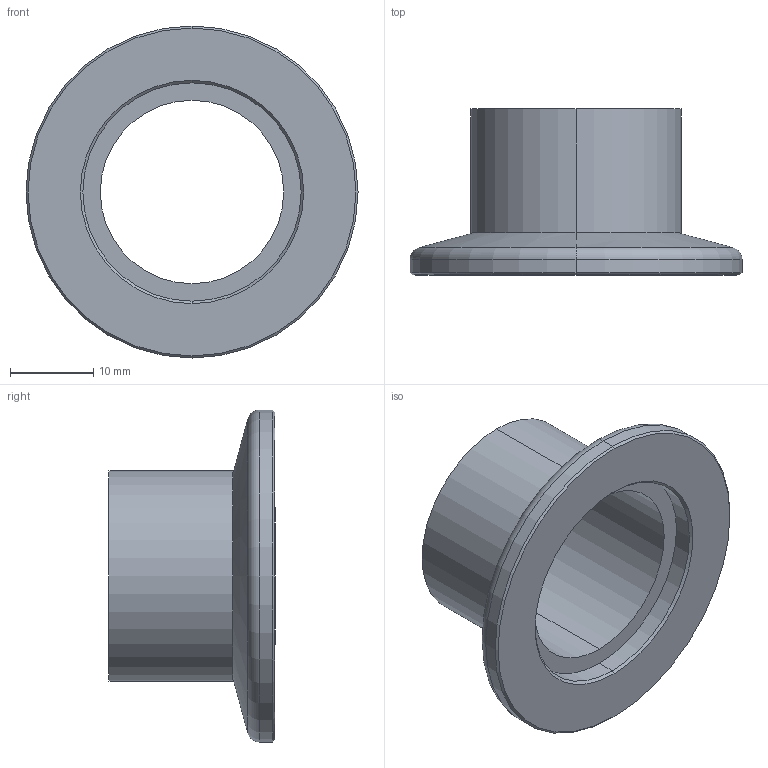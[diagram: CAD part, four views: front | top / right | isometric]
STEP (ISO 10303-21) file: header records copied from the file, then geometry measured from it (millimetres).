
FILE_DESCRIPTION (( 'STEP AP214' ), '1' );
FILE_NAME ('Hositrad_KF25-25-20.STEP', '2011-02-11T09:59:02', ( 'Hositrad' ), ( 'Hositrad' ), 'SwSTEP 2.0', 'SolidWorks 2010', '' );
FILE_SCHEMA (( 'AUTOMOTIVE_DESIGN' ));
Length unit declared in the file: millimetre
Products named in the file (1): Hositrad_KF25-25-20
Bounding box: 40 x 20 x 40 mm (x, y, z)
Volume: 4950.3 mm3; surface area: 4759.2 mm2
Topology: 1 solids, 1 shells, 20 faces, 40 edges, 24 vertices
Faces by surface type: cylinder 8, cone 6, plane 4, torus 2
Entity records: 586 total; most frequent: DIRECTION 108, CARTESIAN_POINT 85, ORIENTED_EDGE 80, AXIS2_PLACEMENT_3D 47, EDGE_CURVE 40, CIRCLE 26, EDGE_LOOP 24, VERTEX_POINT 24
